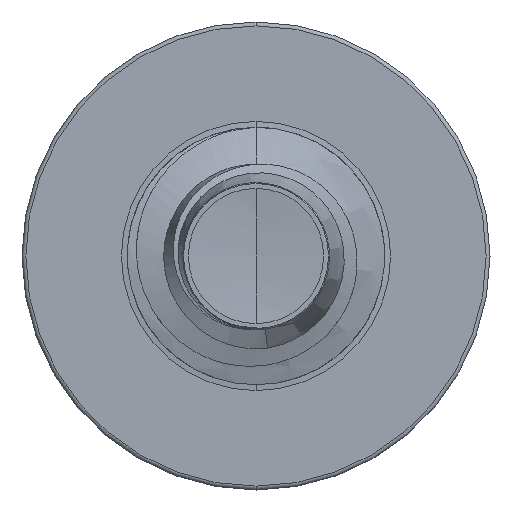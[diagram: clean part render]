
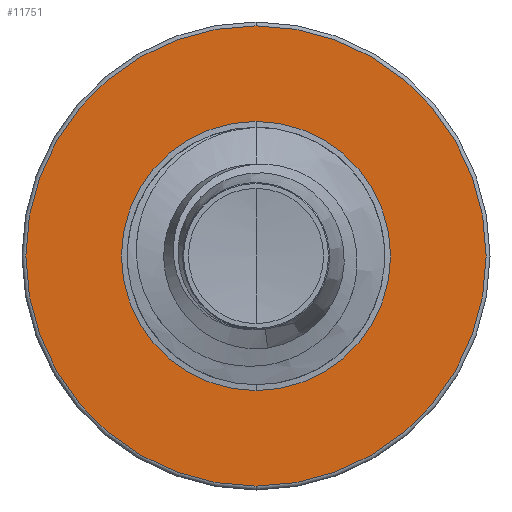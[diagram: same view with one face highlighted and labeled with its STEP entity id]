
A CAD part, front view. The second image highlights one B-rep face of the part: STEP entity #11751.
In plain terms, the highlighted planar face has unit normal (0, -1, 0).
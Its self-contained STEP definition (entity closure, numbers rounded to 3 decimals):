
#20 = AXIS2_PLACEMENT_3D ( 'NONE', #4732, #4628, #4589 ) ;
#163 = VERTEX_POINT ( 'NONE', #9845 ) ;
#374 = EDGE_CURVE ( 'NONE', #4662, #12131, #1299, .T. ) ;
#706 = AXIS2_PLACEMENT_3D ( 'NONE', #10604, #10597, #10582 ) ;
#720 = EDGE_LOOP ( 'NONE', ( #11595, #14484 ) ) ;
#1299 = CIRCLE ( 'NONE', #13686, 1.967 ) ;
#2115 = CIRCLE ( 'NONE', #12626, 1.15 ) ;
#2560 = DIRECTION ( 'NONE',  ( 0., 0., 1. ) ) ;
#2566 = DIRECTION ( 'NONE',  ( 0., 1., 0. ) ) ;
#2579 = CARTESIAN_POINT ( 'NONE',  ( 0., 7., 0. ) ) ;
#3273 = EDGE_LOOP ( 'NONE', ( #12365, #10967 ) ) ;
#3921 = CARTESIAN_POINT ( 'NONE',  ( 0., 7., -1.967 ) ) ;
#4569 = FACE_BOUND ( 'NONE', #3273, .T. ) ;
#4589 = DIRECTION ( 'NONE',  ( 0., 0., 1. ) ) ;
#4628 = DIRECTION ( 'NONE',  ( 0., 1., 0. ) ) ;
#4640 = PLANE ( 'NONE',  #20 ) ;
#4662 = VERTEX_POINT ( 'NONE', #9246 ) ;
#4732 = CARTESIAN_POINT ( 'NONE',  ( 0., 7., -1.15 ) ) ;
#4776 = CIRCLE ( 'NONE', #706, 1.967 ) ;
#7077 = AXIS2_PLACEMENT_3D ( 'NONE', #2579, #2566, #2560 ) ;
#7403 = VERTEX_POINT ( 'NONE', #9545 ) ;
#7541 = FACE_OUTER_BOUND ( 'NONE', #720, .T. ) ;
#8217 = EDGE_CURVE ( 'NONE', #163, #7403, #2115, .T. ) ;
#8535 = EDGE_CURVE ( 'NONE', #12131, #4662, #4776, .T. ) ;
#9246 = CARTESIAN_POINT ( 'NONE',  ( 0., 7., 1.967 ) ) ;
#9304 = CIRCLE ( 'NONE', #7077, 1.15 ) ;
#9545 = CARTESIAN_POINT ( 'NONE',  ( 0., 7., -1.15 ) ) ;
#9845 = CARTESIAN_POINT ( 'NONE',  ( 0., 7., 1.15 ) ) ;
#10582 = DIRECTION ( 'NONE',  ( 0., 0., 1. ) ) ;
#10597 = DIRECTION ( 'NONE',  ( 0., 1., 0. ) ) ;
#10604 = CARTESIAN_POINT ( 'NONE',  ( 0., 7., 0. ) ) ;
#10661 = DIRECTION ( 'NONE',  ( 0., 0., 1. ) ) ;
#10967 = ORIENTED_EDGE ( 'NONE', *, *, #12760, .T. ) ;
#11262 = DIRECTION ( 'NONE',  ( 0., 0., 1. ) ) ;
#11277 = DIRECTION ( 'NONE',  ( 0., 1., 0. ) ) ;
#11290 = CARTESIAN_POINT ( 'NONE',  ( 0., 7., 0. ) ) ;
#11595 = ORIENTED_EDGE ( 'NONE', *, *, #374, .F. ) ;
#11615 = CARTESIAN_POINT ( 'NONE',  ( 0., 7., 0. ) ) ;
#11751 = ADVANCED_FACE ( 'NONE', ( #7541, #4569 ), #4640, .F. ) ;
#12120 = DIRECTION ( 'NONE',  ( 0., 1., 0. ) ) ;
#12131 = VERTEX_POINT ( 'NONE', #3921 ) ;
#12365 = ORIENTED_EDGE ( 'NONE', *, *, #8217, .T. ) ;
#12626 = AXIS2_PLACEMENT_3D ( 'NONE', #11290, #11277, #11262 ) ;
#12760 = EDGE_CURVE ( 'NONE', #7403, #163, #9304, .T. ) ;
#13686 = AXIS2_PLACEMENT_3D ( 'NONE', #11615, #12120, #10661 ) ;
#14484 = ORIENTED_EDGE ( 'NONE', *, *, #8535, .F. ) ;
